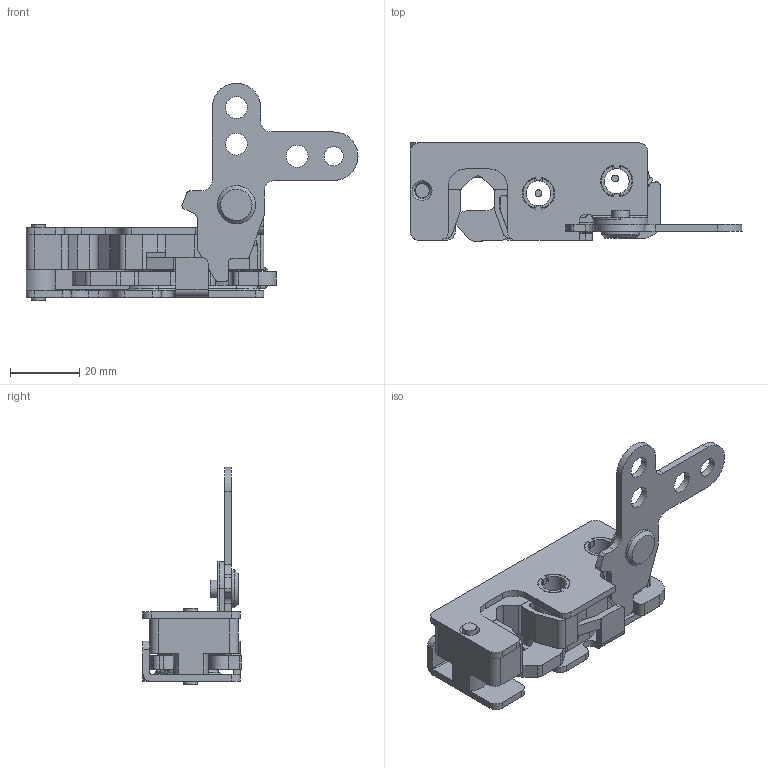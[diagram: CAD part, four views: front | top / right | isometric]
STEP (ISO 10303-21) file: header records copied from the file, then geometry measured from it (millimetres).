
FILE_DESCRIPTION(('STEP AP203'),'1');
FILE_NAME('ki Nokta-L.step','2018-02-24T06:02:13',(' '),(' '),'Spatial InterOp 3D',' ',' ');
FILE_SCHEMA(('CONFIG_CONTROL_DESIGN'));
Length unit declared in the file: millimetre
Products named in the file (14): 1; 2; 3; 4; 5; 6; 7; 8; 9; 10; 11; 12; 13; 14
Bounding box: 95.6 x 28.26 x 62.6 mm (x, y, z)
Volume: 23351.4 mm3; surface area: 25453.9 mm2
Topology: 14 solids, 14 shells, 445 faces, 1181 edges, 779 vertices
Faces by surface type: plane 231, cylinder 166, cone 32, torus 13, bspline 3
Full cylindrical faces by diameter (mm): 1 x7, 2 x2, 4 x2, 4.1 x1, 4.3 x1, 5 x2, 5.1 x1, 5.2 x1, 5.5 x1, 6.3 x3, 6.8 x1, 7 x1, 7.2 x2, 8.9 x2, 9.1 x2, 10.5 x4, 10.8 x2, 10.9 x2, 11 x1, 12.7 x2
Entity records: 15577 total; most frequent: CARTESIAN_POINT 3657, DIRECTION 2459, ORIENTED_EDGE 2270, EDGE_CURVE 1135, AXIS2_PLACEMENT_3D 880, VERTEX_POINT 769, LINE 699, VECTOR 699
